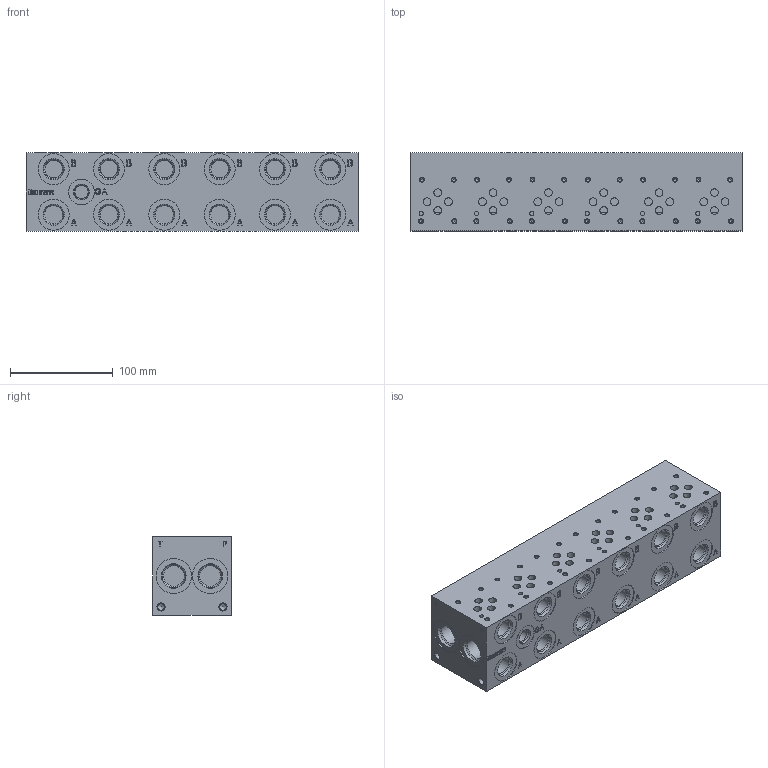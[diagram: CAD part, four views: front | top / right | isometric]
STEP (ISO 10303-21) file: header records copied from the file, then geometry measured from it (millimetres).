
FILE_DESCRIPTION( ( 'STEP AP214' ), ' ' );
FILE_NAME( 'AD03P062S.stp', '2018-04-23T17:57:43', ( '' ), ( '' ), ' ', 'PARTsolutions', ' ' );
FILE_SCHEMA( ( 'AUTOMOTIVE_DESIGN { 1 0 10303 214 1 1 1 1 }' ) );
Length unit declared in the file: inch
Products named in the file (1): _AD03P062S
Bounding box: 323.85 x 76.2 x 76.2 mm (x, y, z)
Volume: 1774145.4 mm3; surface area: 138714.2 mm2
Topology: 1 solids, 1 shells, 612 faces, 1445 edges, 934 vertices
Faces by surface type: plane 359, cylinder 163, cone 90
Full cylindrical faces by diameter (mm): 3.68 x24, 4.013 x6, 6.411 x4, 7.493 x24, 12.761 x1, 17.33 x12, 20.262 x4, 25.019 x1, 30.251 x12, 34.417 x4
Entity records: 21323 total; most frequent: CARTESIAN_POINT 2856, DIRECTION 2829, ORIENTED_EDGE 2442, EDGE_CURVE 1221, AXIS2_PLACEMENT_3D 1001, VERTEX_POINT 920, EDGE_LOOP 905, LINE 827
